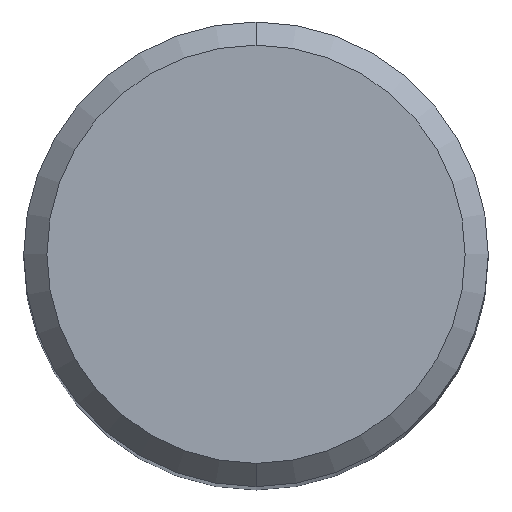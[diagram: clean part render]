
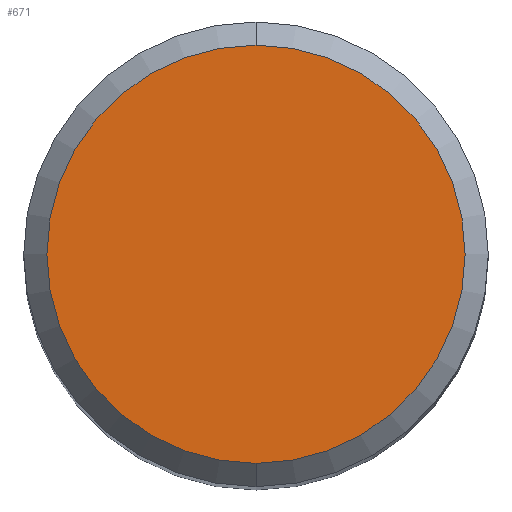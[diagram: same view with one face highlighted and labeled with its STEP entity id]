
A CAD part, top view. The second image highlights one B-rep face of the part: STEP entity #671.
In plain terms, the highlighted planar face has unit normal (0, 0, 1).
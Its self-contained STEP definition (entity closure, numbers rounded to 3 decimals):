
#671=ADVANCED_FACE('',(#1357),#1358,.T.);
#727=EDGE_CURVE('',#781,#875,#1417,.T.);
#781=VERTEX_POINT('',#1477);
#875=VERTEX_POINT('',#1581);
#931=EDGE_CURVE('',#875,#781,#1645,.T.);
#1357=FACE_OUTER_BOUND('',#5565,.T.);
#1358=PLANE('',#5566);
#1417=CIRCLE('',#5684,4.5);
#1477=CARTESIAN_POINT('',(0.,-4.5,0.));
#1581=CARTESIAN_POINT('',(0.0,4.5,0.));
#1645=CIRCLE('',#9350,4.5);
#5565=EDGE_LOOP('',(#9961,#9962));
#5566=AXIS2_PLACEMENT_3D('',#9963,#9964,#9965);
#5684=AXIS2_PLACEMENT_3D('',#10020,#10021,#10022);
#9350=AXIS2_PLACEMENT_3D('',#10284,#10285,#10286);
#9961=ORIENTED_EDGE('',*,*,#931,.F.);
#9962=ORIENTED_EDGE('',*,*,#727,.F.);
#9963=CARTESIAN_POINT('',(0.0,2.25,0.));
#9964=DIRECTION('',(-0.0,0.0,1.0));
#9965=DIRECTION('',(0.0,-1.0,0.0));
#10020=CARTESIAN_POINT('',(0.0,0.0,0.));
#10021=DIRECTION('',(0.0,0.0,-1.0));
#10022=DIRECTION('',(0.0,1.0,0.0));
#10284=CARTESIAN_POINT('',(0.0,0.0,0.));
#10285=DIRECTION('',(0.0,0.0,-1.0));
#10286=DIRECTION('',(0.0,1.0,0.0));
